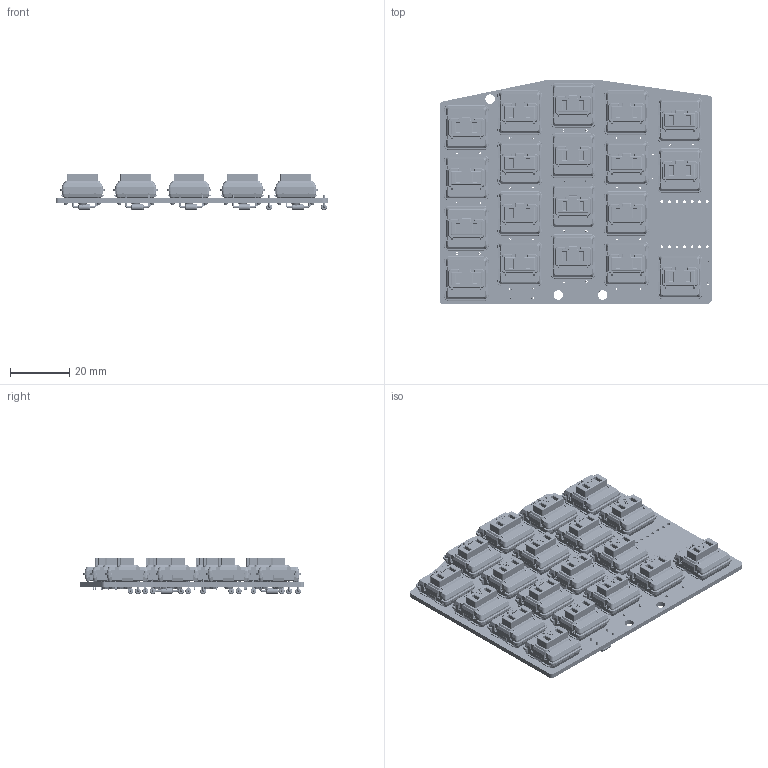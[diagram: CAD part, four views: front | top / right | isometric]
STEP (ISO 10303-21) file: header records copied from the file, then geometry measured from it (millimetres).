
FILE_DESCRIPTION(('KiCad electronic assembly'),'2;1');
FILE_NAME('Vpad.step','2024-10-09T13:43:43',('Pcbnew'),('Kicad'), 'Open CASCADE STEP processor 7.7','KiCad to STEP converter','Unknown' );
FILE_SCHEMA(('AUTOMOTIVE_DESIGN { 1 0 10303 214 1 1 1 1 }'));
Length unit declared in the file: millimetre
Products named in the file (6): Vpad 1; Choc_V1; SW_Kailh_Choc_V1_cp; D_DO-35_SOD27_P7.62mm_Horizontal; _autosave-Vpad_PCB
Assembly tree (41 placements, depth 3):
  Vpad 1
    Choc_V1  x19
      SW_Kailh_Choc_V1_cp
    D_DO-35_SOD27_P7.62mm_Horizontal  x19
      D_DO-35_SOD27_P7.62mm_Horizontal
    _autosave-Vpad_PCB
Bounding box: 92 x 75.5 x 12.26 mm (x, y, z)
Volume: 27930.6 mm3; surface area: 44690.2 mm2
Topology: 134 solids, 134 shells, 9890 faces, 26263 edges, 16755 vertices
Faces by surface type: plane 4834, bspline 4693, cylinder 287, torus 76
Full cylindrical faces by diameter (mm): 0.5 x57, 0.8 x38, 1 x14, 1.2 x38, 1.6 x19, 1.9 x38, 2 x38, 2.02 x19, 3.2 x3, 5.05 x19
Entity records: 27216 total; most frequent: CARTESIAN_POINT 8529, ORIENTED_EDGE 3776, DIRECTION 1899, EDGE_CURVE 1888, VERTEX_POINT 1221, B_SPLINE_CURVE_WITH_KNOTS 1101, FACE_BOUND 1059, EDGE_LOOP 1059
